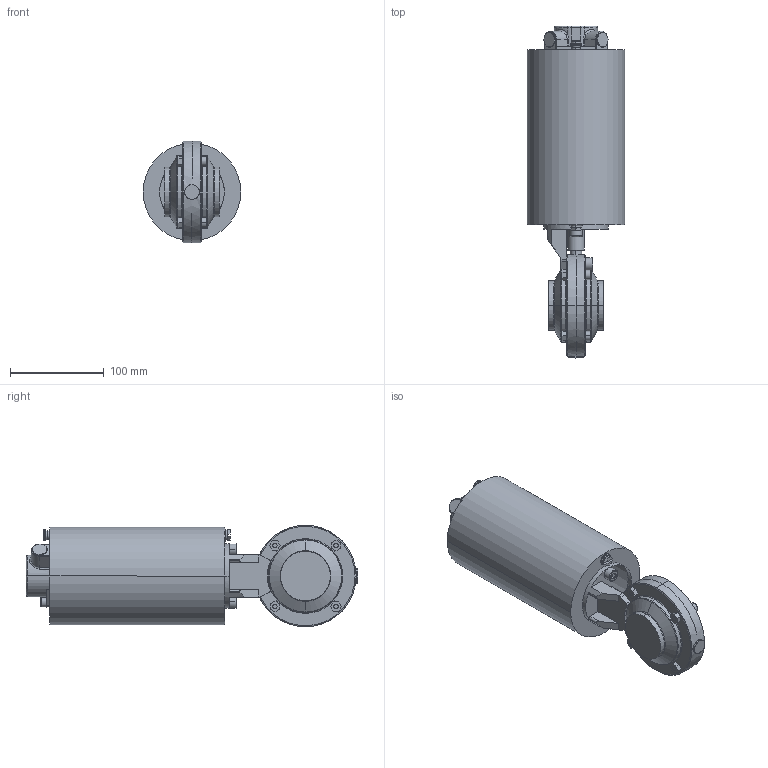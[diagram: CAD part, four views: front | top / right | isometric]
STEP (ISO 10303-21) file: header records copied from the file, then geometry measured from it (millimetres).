
FILE_DESCRIPTION(('OneSpaceDesigner STEP Export'),'2;1');
FILE_NAME('sd296960.stp','2006-05-13T 1:14:34',(''),(''),'OneSpace Designer STEP processor for AP214 (Solid Model)','OneSpace Designer 13.20B 05-Dec-2005 (C) CoCreate Software GmbH','');
FILE_SCHEMA(('AUTOMOTIVE_DESIGN { 1 0 10303 214 1 1 1 1 }'));
Length unit declared in the file: millimetre
Products named in the file (2): 4501.050.130-021_1; Scheibenventil
Assembly tree (1 placements, depth 2):
  Scheibenventil
    4501.050.130-021_1
Bounding box: 104 x 353.6 x 108 mm (x, y, z)
Volume: 1998253.7 mm3; surface area: 124975.5 mm2
Topology: 1 solids, 1 shells, 403 faces, 932 edges, 563 vertices
Faces by surface type: plane 166, cylinder 94, cone 76, torus 59, bspline 6, extrusion 2
Entity records: 20914 total; most frequent: CARTESIAN_POINT 9680, ORIENTED_EDGE 1864, DIRECTION 1363, EDGE_CURVE 932, VERTEX_POINT 563, AXIS2_PLACEMENT_3D 484, EDGE_LOOP 437, COLOUR_RGB 404
